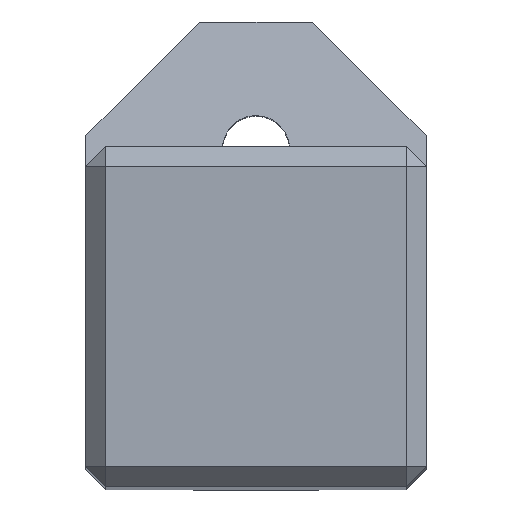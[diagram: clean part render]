
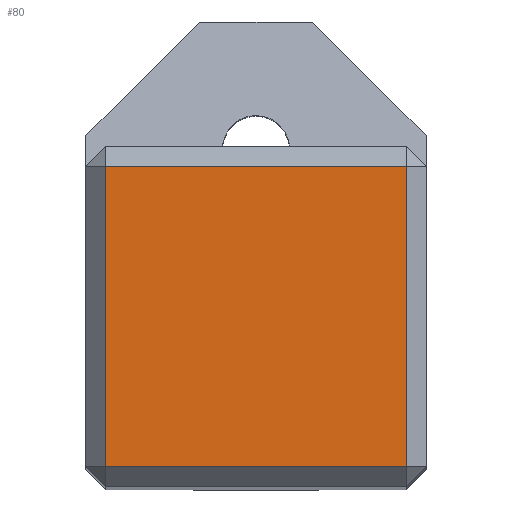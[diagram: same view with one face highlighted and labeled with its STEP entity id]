
A CAD part, top view. The second image highlights one B-rep face of the part: STEP entity #80.
In plain terms, the highlighted planar face has unit normal (0, 0, 1).
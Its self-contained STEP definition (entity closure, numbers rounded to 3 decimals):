
#46=PLANE('',#693);
#80=ADVANCED_FACE('',(#118),#46,.F.);
#118=FACE_OUTER_BOUND('',#152,.T.);
#152=EDGE_LOOP('',(#384,#385,#386,#387));
#223=LINE('',#1039,#295);
#224=LINE('',#1042,#296);
#225=LINE('',#1044,#297);
#226=LINE('',#1046,#298);
#295=VECTOR('',#798,1.);
#296=VECTOR('',#799,1.);
#297=VECTOR('',#800,1.);
#298=VECTOR('',#801,1.);
#384=ORIENTED_EDGE('',*,*,#603,.T.);
#385=ORIENTED_EDGE('',*,*,#604,.T.);
#386=ORIENTED_EDGE('',*,*,#605,.T.);
#387=ORIENTED_EDGE('',*,*,#606,.T.);
#540=VERTEX_POINT('',#1040);
#541=VERTEX_POINT('',#1041);
#542=VERTEX_POINT('',#1043);
#543=VERTEX_POINT('',#1045);
#603=EDGE_CURVE('',#540,#541,#223,.T.);
#604=EDGE_CURVE('',#541,#542,#224,.T.);
#605=EDGE_CURVE('',#542,#543,#225,.T.);
#606=EDGE_CURVE('',#543,#540,#226,.T.);
#693=AXIS2_PLACEMENT_3D('',#1047,#802,#803);
#798=DIRECTION('',(1.,0.,0.));
#799=DIRECTION('',(0.,1.,0.));
#800=DIRECTION('',(-1.,0.,0.));
#801=DIRECTION('',(0.,-1.,0.));
#802=DIRECTION('',(0.,0.,-1.));
#803=DIRECTION('',(-1.,0.,0.));
#1039=CARTESIAN_POINT('',(-25.4,1.5,0.));
#1040=CARTESIAN_POINT('',(-23.9,1.5,0.));
#1041=CARTESIAN_POINT('',(-1.5,1.5,0.));
#1042=CARTESIAN_POINT('',(-1.5,25.4,0.));
#1043=CARTESIAN_POINT('',(-1.5,23.9,0.));
#1044=CARTESIAN_POINT('',(-25.4,23.9,0.));
#1045=CARTESIAN_POINT('',(-23.9,23.9,0.));
#1046=CARTESIAN_POINT('',(-23.9,25.4,0.));
#1047=CARTESIAN_POINT('',(-25.4,25.4,0.));
